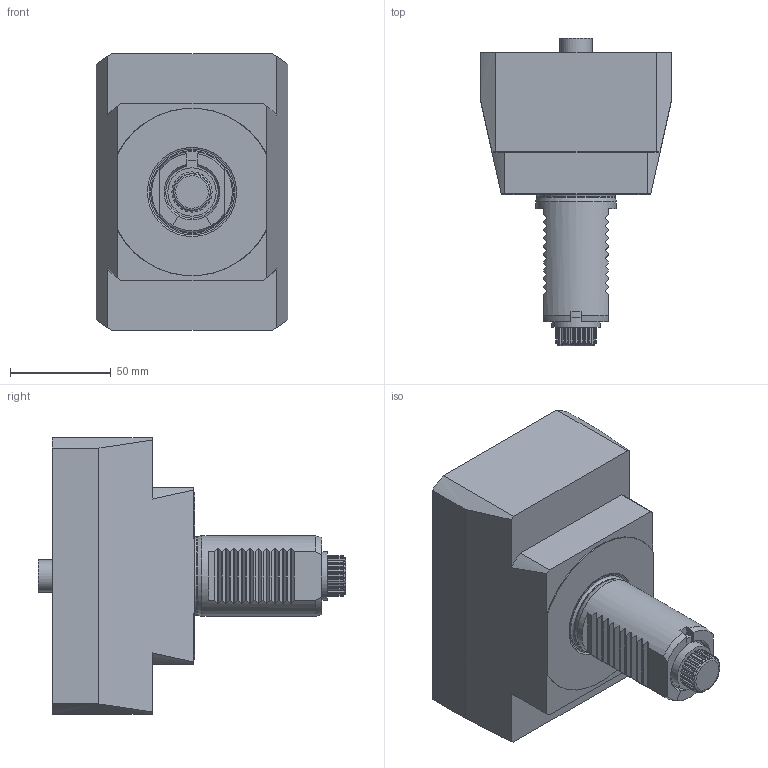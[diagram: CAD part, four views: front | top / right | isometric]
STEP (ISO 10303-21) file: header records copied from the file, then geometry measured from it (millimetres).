
FILE_DESCRIPTION (( 'STEP AP214' ), '1' );
FILE_NAME ('RR40331US3B1RB2R.STEP', '2025-12-12T10:34:39', ( '' ), ( '' ), 'SwSTEP 2.0', 'SolidWorks 2023', '' );
FILE_SCHEMA (( 'AUTOMOTIVE_DESIGN' ));
Length unit declared in the file: millimetre
Products named in the file (1): RR40331US3B1RB2R
Bounding box: 95 x 152.5 x 137 mm (x, y, z)
Volume: 839535.1 mm3; surface area: 62943.6 mm2
Topology: 1 solids, 3 shells, 642 faces, 1749 edges, 1160 vertices
Faces by surface type: plane 398, bspline 122, cylinder 99, cone 19, torus 4
Full cylindrical faces by diameter (mm): 1.7 x1, 2.1 x1, 6.366 x1, 16 x1, 23.9 x1, 38.7 x1, 40 x1
Entity records: 30864 total; most frequent: CARTESIAN_POINT 11939, ORIENTED_EDGE 3460, DIRECTION 2455, EDGE_CURVE 1730, VERTEX_POINT 1155, LINE 1077, VECTOR 1077, EDGE_LOOP 703
